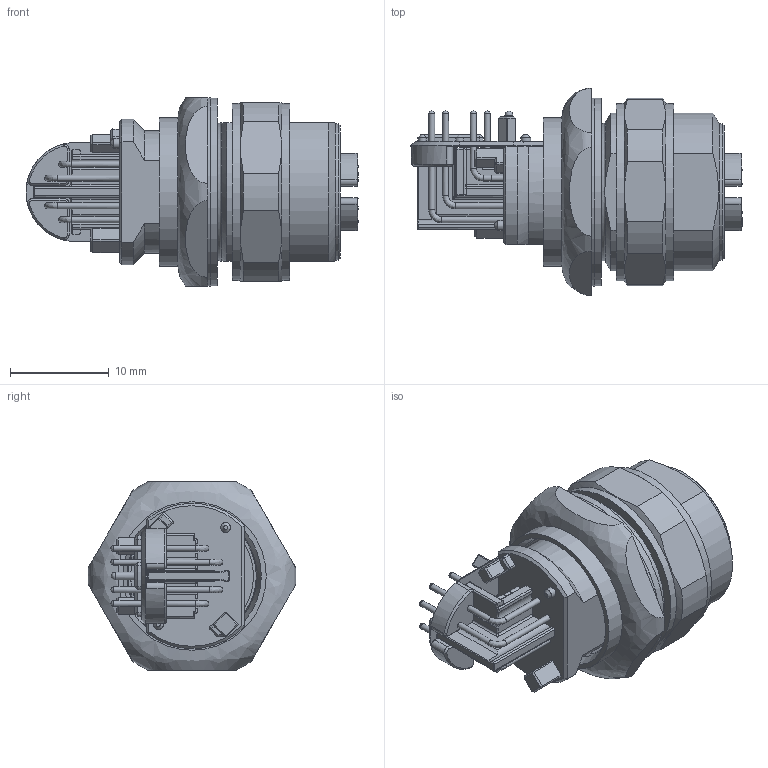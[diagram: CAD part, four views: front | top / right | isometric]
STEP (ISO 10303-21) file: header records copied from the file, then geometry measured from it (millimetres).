
FILE_DESCRIPTION(/* description */ (''),/* implementation_level */ '2;1');
FILE_NAME(/* name */ '100689679ugm000_a.stp',/* time_stamp */ '2016-09-14T14:30:32+02:00',/* author */ (''),/* organization */ (''),/* preprocessor_version */ 'ST-DEVELOPER v16',/* originating_system */ 'SIEMENS PLM Software NX 10.0',/* authorisation */ '');
FILE_SCHEMA (('AUTOMOTIVE_DESIGN { 1 0 10303 214 3 1 1 1 }'));
Length unit declared in the file: millimetre
Products named in the file (1): 100689679ugm000_a
Bounding box: 33.55 x 21 x 19 mm (x, y, z)
Surface area: 4800 mm2 (no closed solid volume)
Topology: 0 solids, 1 shells, 761 faces, 1937 edges, 1164 vertices
Faces by surface type: cylinder 280, plane 257, bspline 162, cone 55, sphere 7
Full cylindrical faces by diameter (mm): 0.6 x2, 0.72 x8, 0.8 x1, 1 x3, 1.29 x8, 8.5 x1, 8.55 x1, 10.92 x1, 11.9 x1, 12.2 x1, 12.4 x1, 13 x1, 13.8 x2, 14 x1, 15 x1, 17.9 x2, 18.97 x1, 19 x1
Entity records: 27521 total; most frequent: CARTESIAN_POINT 10570, ORIENTED_EDGE 3506, DIRECTION 3201, EDGE_CURVE 1753, AXIS2_PLACEMENT_3D 1205, VERTEX_POINT 1129, EDGE_LOOP 935, LINE 791
